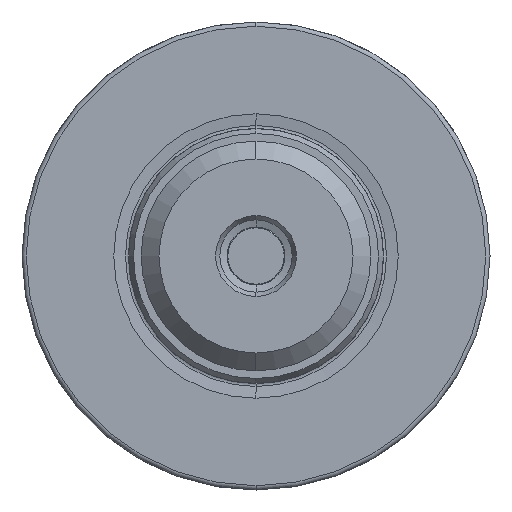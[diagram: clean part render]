
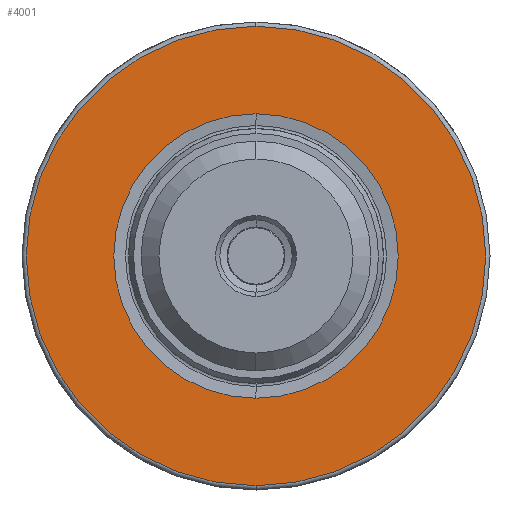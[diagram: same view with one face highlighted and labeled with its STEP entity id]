
A CAD part, left-side view. The second image highlights one B-rep face of the part: STEP entity #4001.
In plain terms, the highlighted planar face has unit normal (-1, 0, 0).
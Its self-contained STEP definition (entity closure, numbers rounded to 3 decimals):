
#72 = VERTEX_POINT ( 'NONE', #4022 ) ;
#485 = AXIS2_PLACEMENT_3D ( 'NONE', #3931, #2518, #5356 ) ;
#569 = DIRECTION ( 'NONE',  ( 0., 0., 1. ) ) ;
#896 = VERTEX_POINT ( 'NONE', #2027 ) ;
#1111 = DIRECTION ( 'NONE',  ( 0., 0., -1. ) ) ;
#1462 = CARTESIAN_POINT ( 'NONE',  ( 0., 0., 0. ) ) ;
#1512 = PLANE ( 'NONE',  #2989 ) ;
#1654 = CARTESIAN_POINT ( 'NONE',  ( 0., 0., 0. ) ) ;
#1957 = CARTESIAN_POINT ( 'NONE',  ( 0., 0., 0. ) ) ;
#2027 = CARTESIAN_POINT ( 'NONE',  ( 0., 0., 27. ) ) ;
#2125 = EDGE_LOOP ( 'NONE', ( #2400, #5549 ) ) ;
#2258 = ORIENTED_EDGE ( 'NONE', *, *, #5939, .T. ) ;
#2400 = ORIENTED_EDGE ( 'NONE', *, *, #4023, .F. ) ;
#2491 = CIRCLE ( 'NONE', #3298, 27. ) ;
#2518 = DIRECTION ( 'NONE',  ( 1., 0., 0. ) ) ;
#2594 = DIRECTION ( 'NONE',  ( 1., 0., 0. ) ) ;
#2748 = AXIS2_PLACEMENT_3D ( 'NONE', #1462, #3977, #1111 ) ;
#2927 = DIRECTION ( 'NONE',  ( 1., 0., 0. ) ) ;
#2989 = AXIS2_PLACEMENT_3D ( 'NONE', #4949, #4467, #569 ) ;
#2990 = AXIS2_PLACEMENT_3D ( 'NONE', #1654, #2594, #4574 ) ;
#3252 = EDGE_CURVE ( 'NONE', #3456, #4946, #5718, .T. ) ;
#3298 = AXIS2_PLACEMENT_3D ( 'NONE', #1957, #2927, #4921 ) ;
#3316 = CARTESIAN_POINT ( 'NONE',  ( 0., 0., 16.715 ) ) ;
#3456 = VERTEX_POINT ( 'NONE', #3316 ) ;
#3801 = CIRCLE ( 'NONE', #485, 27. ) ;
#3858 = CIRCLE ( 'NONE', #2748, 16.715 ) ;
#3931 = CARTESIAN_POINT ( 'NONE',  ( 0., 0., 0. ) ) ;
#3973 = EDGE_CURVE ( 'NONE', #896, #72, #2491, .T. ) ;
#3977 = DIRECTION ( 'NONE',  ( 1., 0., 0. ) ) ;
#4001 = ADVANCED_FACE ( 'NONE', ( #5298, #4888 ), #1512, .T. ) ;
#4022 = CARTESIAN_POINT ( 'NONE',  ( 0., 0., -27. ) ) ;
#4023 = EDGE_CURVE ( 'NONE', #72, #896, #3801, .T. ) ;
#4256 = CARTESIAN_POINT ( 'NONE',  ( 0., 0., -16.715 ) ) ;
#4467 = DIRECTION ( 'NONE',  ( -1., 0., 0. ) ) ;
#4574 = DIRECTION ( 'NONE',  ( 0., 0., -1. ) ) ;
#4728 = ORIENTED_EDGE ( 'NONE', *, *, #3252, .T. ) ;
#4888 = FACE_OUTER_BOUND ( 'NONE', #2125, .T. ) ;
#4921 = DIRECTION ( 'NONE',  ( 0., 0., -1. ) ) ;
#4946 = VERTEX_POINT ( 'NONE', #4256 ) ;
#4949 = CARTESIAN_POINT ( 'NONE',  ( 0., 16.715, 0. ) ) ;
#5298 = FACE_BOUND ( 'NONE', #5751, .T. ) ;
#5356 = DIRECTION ( 'NONE',  ( 0., 0., -1. ) ) ;
#5549 = ORIENTED_EDGE ( 'NONE', *, *, #3973, .F. ) ;
#5718 = CIRCLE ( 'NONE', #2990, 16.715 ) ;
#5751 = EDGE_LOOP ( 'NONE', ( #4728, #2258 ) ) ;
#5939 = EDGE_CURVE ( 'NONE', #4946, #3456, #3858, .T. ) ;
